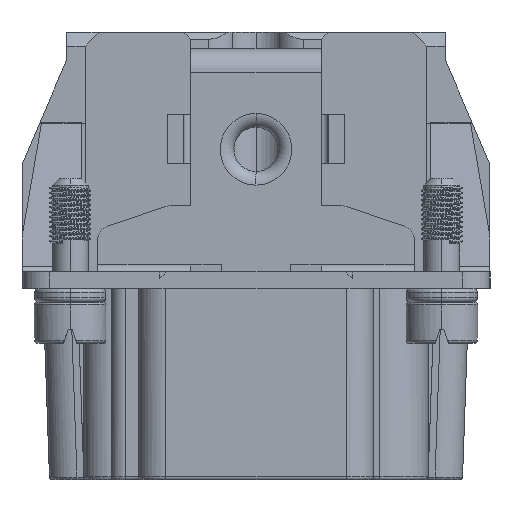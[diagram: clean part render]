
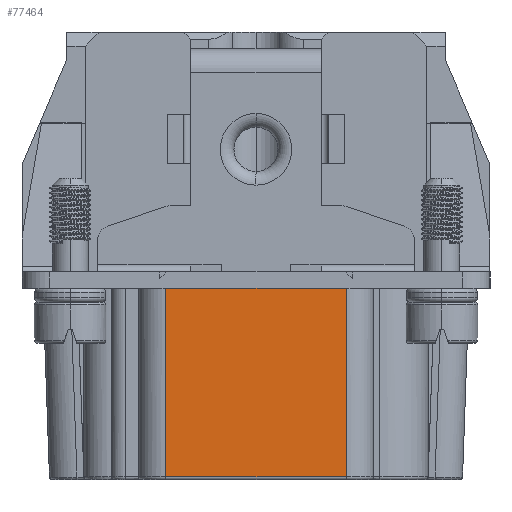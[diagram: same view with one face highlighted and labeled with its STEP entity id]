
A CAD part, left-side view. The second image highlights one B-rep face of the part: STEP entity #77464.
In plain terms, the highlighted planar face has unit normal (-1, 0, 0).
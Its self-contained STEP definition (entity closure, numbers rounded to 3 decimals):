
#8850 = EDGE_CURVE ( 'NONE', #90728, #26425, #83215, .T. ) ;
#10446 = DIRECTION ( 'NONE',  ( 0., 0., -1. ) ) ;
#18176 = CARTESIAN_POINT ( 'NONE',  ( -55.5, 6.55, 0.2 ) ) ;
#18242 = VERTEX_POINT ( 'NONE', #71724 ) ;
#18599 = LINE ( 'NONE', #100156, #69456 ) ;
#24407 = LINE ( 'NONE', #72186, #31317 ) ;
#26425 = VERTEX_POINT ( 'NONE', #18176 ) ;
#27936 = ORIENTED_EDGE ( 'NONE', *, *, #8850, .T. ) ;
#28901 = ORIENTED_EDGE ( 'NONE', *, *, #49834, .T. ) ;
#30117 = DIRECTION ( 'NONE',  ( 0., 0., 1. ) ) ;
#31317 = VECTOR ( 'NONE', #50710, 1000. ) ;
#32465 = VECTOR ( 'NONE', #60808, 1000. ) ;
#35817 = AXIS2_PLACEMENT_3D ( 'NONE', #72304, #81153, #10446 ) ;
#40061 = ORIENTED_EDGE ( 'NONE', *, *, #58773, .T. ) ;
#40671 = VECTOR ( 'NONE', #30117, 1000. ) ;
#47787 = CARTESIAN_POINT ( 'NONE',  ( -55.5, 6.55, 13.9 ) ) ;
#49834 = EDGE_CURVE ( 'NONE', #65591, #90728, #18599, .T. ) ;
#50710 = DIRECTION ( 'NONE',  ( 0., -1., 0. ) ) ;
#53024 = CARTESIAN_POINT ( 'NONE',  ( -55.5, 6.55, 18.6 ) ) ;
#58773 = EDGE_CURVE ( 'NONE', #26425, #18242, #24407, .T. ) ;
#60808 = DIRECTION ( 'NONE',  ( 0., 0., -1. ) ) ;
#61797 = LINE ( 'NONE', #101336, #40671 ) ;
#65536 = PLANE ( 'NONE',  #35817 ) ;
#65591 = VERTEX_POINT ( 'NONE', #87812 ) ;
#68440 = DIRECTION ( 'NONE',  ( 0., 1., 0. ) ) ;
#69456 = VECTOR ( 'NONE', #68440, 1000. ) ;
#70766 = EDGE_LOOP ( 'NONE', ( #27936, #40061, #86552, #28901 ) ) ;
#71724 = CARTESIAN_POINT ( 'NONE',  ( -55.5, -6.55, 0.2 ) ) ;
#72186 = CARTESIAN_POINT ( 'NONE',  ( -55.5, 8.55, 0.2 ) ) ;
#72304 = CARTESIAN_POINT ( 'NONE',  ( -55.5, 8.55, 18.6 ) ) ;
#77464 = ADVANCED_FACE ( 'NONE', ( #97749 ), #65536, .F. ) ;
#81153 = DIRECTION ( 'NONE',  ( 1., 0., 0. ) ) ;
#83215 = LINE ( 'NONE', #53024, #32465 ) ;
#86552 = ORIENTED_EDGE ( 'NONE', *, *, #98553, .T. ) ;
#87812 = CARTESIAN_POINT ( 'NONE',  ( -55.5, -6.55, 13.9 ) ) ;
#90728 = VERTEX_POINT ( 'NONE', #47787 ) ;
#97749 = FACE_OUTER_BOUND ( 'NONE', #70766, .T. ) ;
#98553 = EDGE_CURVE ( 'NONE', #18242, #65591, #61797, .T. ) ;
#100156 = CARTESIAN_POINT ( 'NONE',  ( -55.5, -9., 13.9 ) ) ;
#101336 = CARTESIAN_POINT ( 'NONE',  ( -55.5, -6.55, 18.6 ) ) ;
